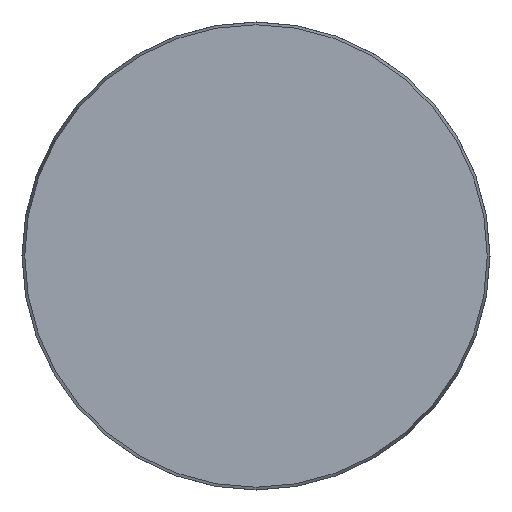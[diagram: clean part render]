
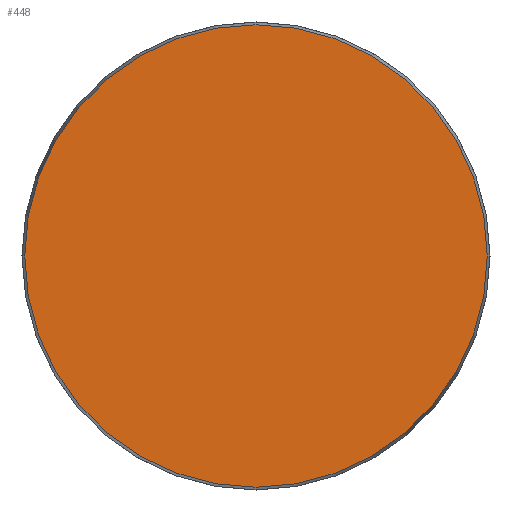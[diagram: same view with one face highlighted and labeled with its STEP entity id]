
A CAD part, front view. The second image highlights one B-rep face of the part: STEP entity #448.
In plain terms, the highlighted planar face has unit normal (0, -1, 0).
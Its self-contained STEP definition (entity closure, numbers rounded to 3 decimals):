
#28 = ORIENTED_EDGE ( 'NONE', *, *, #218, .T. ) ;
#43 = CARTESIAN_POINT ( 'NONE',  ( 0., 0., -48.425 ) ) ;
#90 = DIRECTION ( 'NONE',  ( 0., 0., -1. ) ) ;
#103 = CIRCLE ( 'NONE', #538, 48.425 ) ;
#195 = FACE_OUTER_BOUND ( 'NONE', #383, .T. ) ;
#218 = EDGE_CURVE ( 'NONE', #375, #375, #103, .T. ) ;
#317 = DIRECTION ( 'NONE',  ( 0., -1., 0. ) ) ;
#322 = DIRECTION ( 'NONE',  ( 0., 1., 0. ) ) ;
#369 = DIRECTION ( 'NONE',  ( 0., 0., 1. ) ) ;
#375 = VERTEX_POINT ( 'NONE', #43 ) ;
#383 = EDGE_LOOP ( 'NONE', ( #28 ) ) ;
#408 = PLANE ( 'NONE',  #427 ) ;
#427 = AXIS2_PLACEMENT_3D ( 'NONE', #529, #322, #369 ) ;
#448 = ADVANCED_FACE ( 'NONE', ( #195 ), #408, .F. ) ;
#528 = CARTESIAN_POINT ( 'NONE',  ( 0., 0., 0. ) ) ;
#529 = CARTESIAN_POINT ( 'NONE',  ( -48.425, 0., 0. ) ) ;
#538 = AXIS2_PLACEMENT_3D ( 'NONE', #528, #317, #90 ) ;
